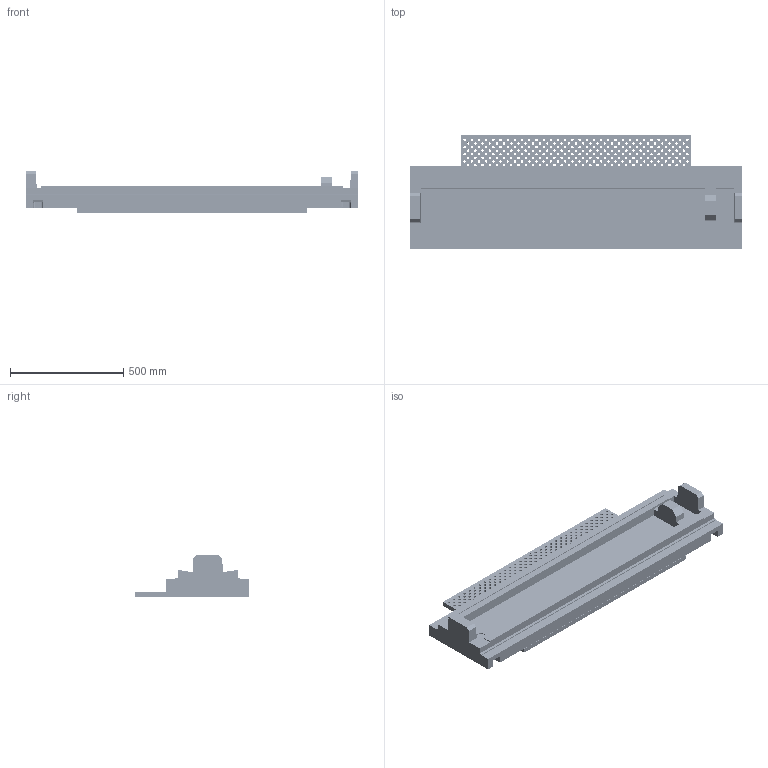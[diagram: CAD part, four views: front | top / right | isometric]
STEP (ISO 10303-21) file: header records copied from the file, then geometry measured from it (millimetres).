
FILE_DESCRIPTION(/* description */ (''),/* implementation_level */ '2;1');
FILE_NAME(/* name */ 'Haas_TM-3_40x20.step',/* time_stamp */ '2020-10-13T13:37:50-04:00',/* author */ (''),/* organization */ (''),/* preprocessor_version */ 'ST-DEVELOPER v18.1',/* originating_system */ 'Autodesk Translation Framework v9.3.0.1241',/* authorisation */ '');
FILE_SCHEMA (('AUTOMOTIVE_DESIGN { 1 0 10303 214 3 1 1 }'));
Products named in the file (4): TM-3P Plate; 20*38 v2; TM-3P_2015_12 v4; TM-3-Table-DF
Assembly tree (3 placements, depth 3):
  TM-3P Plate
    20*38 v2
    TM-3P_2015_12 v4
      TM-3-Table-DF
Bounding box: 1466.85 x 508 x 182.25 mm (x, y, z)
Volume: 41586383.2 mm3; surface area: 3555959.6 mm2
Topology: 2 solids, 2 shells, 3021 faces, 6194 edges, 4128 vertices
Faces by surface type: cylinder 1920, plane 1097, cone 4
Full cylindrical faces by diameter (mm): 10.808 x937, 12.713 x7, 12.725 x930, 13.081 x8, 19.939 x8
Entity records: 85580 total; most frequent: DIRECTION 16098, CARTESIAN_POINT 13350, ORIENTED_EDGE 12388, AXIS2_PLACEMENT_3D 6876, EDGE_CURVE 6194, EDGE_LOOP 5862, VERTEX_POINT 4128, CIRCLE 3820
